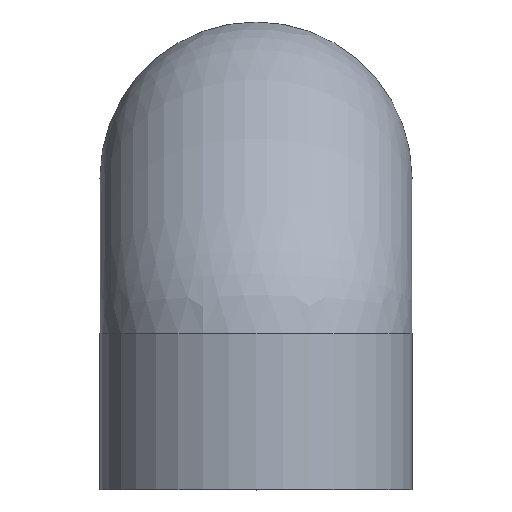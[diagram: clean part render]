
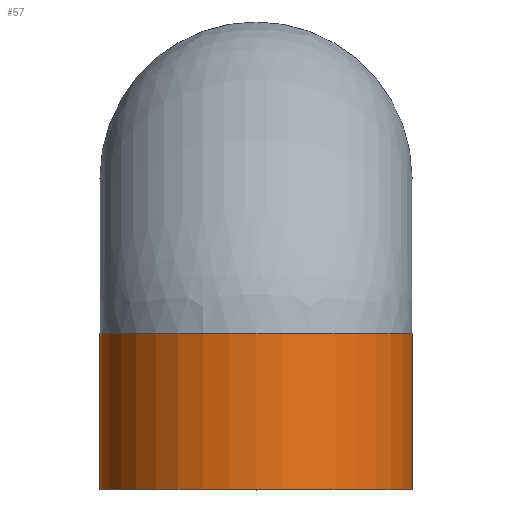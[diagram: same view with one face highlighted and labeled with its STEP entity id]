
A CAD part, top view. The second image highlights one B-rep face of the part: STEP entity #57.
In plain terms, the highlighted cylindrical face has radius 5 mm (diameter 10 mm), a full revolution.
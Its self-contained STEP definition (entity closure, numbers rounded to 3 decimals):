
#57=ADVANCED_FACE('',(#299,#301),#303,.T.);
#299=FACE_OUTER_BOUND('',#300,.T.);
#300=EDGE_LOOP('',(#796));
#301=FACE_OUTER_BOUND('',#302,.T.);
#302=EDGE_LOOP('',(#797));
#303=CYLINDRICAL_SURFACE('',#304,5.);
#304=AXIS2_PLACEMENT_3D('',#305,#306,#307);
#305=CARTESIAN_POINT('',(0.,0.,5.));
#306=DIRECTION('',(0.,-1.,0.));
#307=DIRECTION('',(0.,0.,-1.));
#796=ORIENTED_EDGE('',*,*,#829,.T.);
#797=ORIENTED_EDGE('',*,*,#818,.F.);
#818=EDGE_CURVE('',#836,#836,#837,.T.);
#829=EDGE_CURVE('',#857,#857,#858,.T.);
#836=VERTEX_POINT('',#868);
#837=CIRCLE('',#869,5.);
#857=VERTEX_POINT('',#1090);
#858=CIRCLE('',#1091,5.);
#868=CARTESIAN_POINT('',(0.,-5.,0.));
#869=AXIS2_PLACEMENT_3D('',#870,#871,#872);
#870=CARTESIAN_POINT('',(0.,-5.,5.));
#871=DIRECTION('',(0.,-1.,0.));
#872=DIRECTION('',(0.,0.,-1.));
#1090=CARTESIAN_POINT('',(0.,0.,0.));
#1091=AXIS2_PLACEMENT_3D('',#1092,#1093,#1094);
#1092=CARTESIAN_POINT('',(0.,0.,5.));
#1093=DIRECTION('',(0.,-1.,0.));
#1094=DIRECTION('',(0.,0.,-1.));
